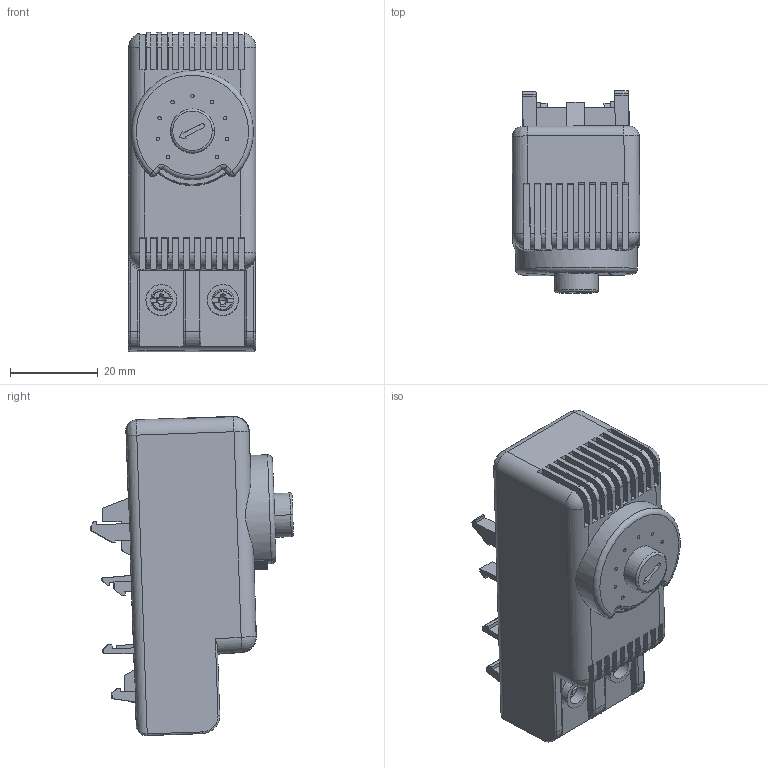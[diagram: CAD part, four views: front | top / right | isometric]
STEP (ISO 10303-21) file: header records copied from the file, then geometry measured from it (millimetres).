
FILE_DESCRIPTION((''),'2;1');
FILE_NAME('ASM0002_ASM','2024-08-23T12:15:08',('klemen.sitar'),('Audax d.o.o.'),'CREO PARAMETRIC BY PTC INC, 2021304','CREO PARAMETRIC BY PTC INC, 2021304','');
FILE_SCHEMA(('AP242_MANAGED_MODEL_BASED_3D_ENGINEERING_MIM_LF { 1 0 10303 442 1 1 4 }'));
Length unit declared in the file: millimetre
Products named in the file (5): PRT0006; PRT0007; TYPE_1___FI-5_25MM; PRT0008; ASM0002_ASM
Assembly tree (5 placements, depth 2):
  ASM0002_ASM
    PRT0006
    PRT0007
    TYPE_1___FI-5_25MM  x2
    PRT0008
Bounding box: 29.12 x 46.26 x 72.84 mm (x, y, z)
Volume: 53946.3 mm3; surface area: 17070.8 mm2
Topology: 4 solids, 13 shells, 1011 faces, 2912 edges, 1930 vertices
Faces by surface type: plane 725, cylinder 232, torus 16, cone 16, bspline 14, sphere 8
Entity records: 47699 total; most frequent: CARTESIAN_POINT 6549, ORIENTED_EDGE 5558, DIRECTION 5177, PRESENTATION_STYLE_ASSIGNMENT 3717, STYLED_ITEM 3717, CURVE_STYLE 2788, EDGE_CURVE 2788, VECTOR 2219
